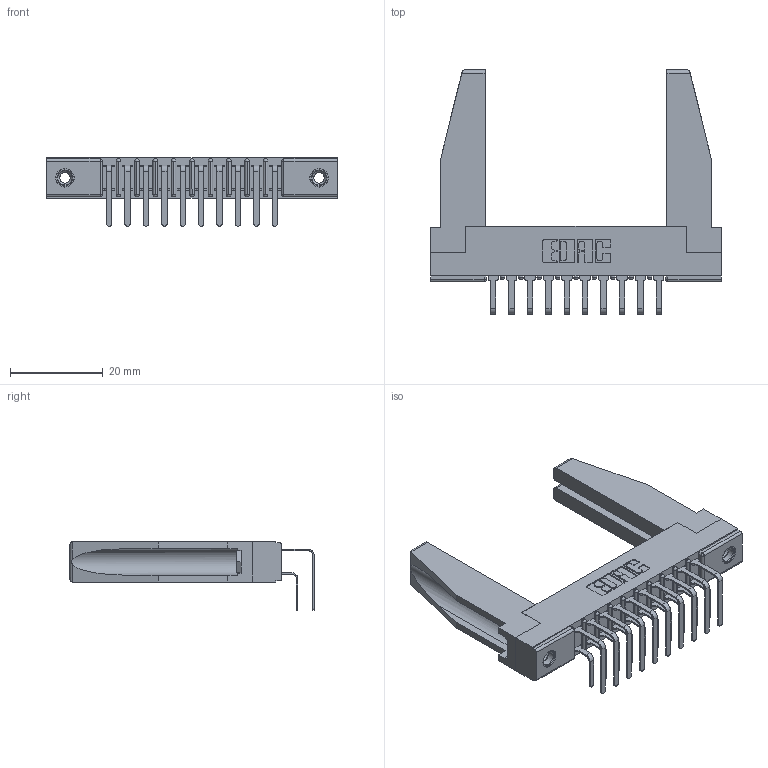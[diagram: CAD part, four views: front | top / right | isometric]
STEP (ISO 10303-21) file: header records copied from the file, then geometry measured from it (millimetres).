
FILE_DESCRIPTION (( 'STEP AP203' ), '1' );
FILE_NAME ('307-020-458-278.STEP', '2020-09-29T02:46:43', ( '' ), ( '' ), 'SwSTEP 2.0', 'SolidWorks 2020', '' );
FILE_SCHEMA (( 'CONFIG_CONTROL_DESIGN' ));
Length unit declared in the file: inch
Products named in the file (6): 307-290-001_558 559 - 1 (Single); 345-250-001_345-250-001-102; 307-220-078; 307 Part_.156 Dia Mounting Holes; 307-020-458-278; 307-290-001_558 - 2 (Single)
Assembly tree (25 placements, depth 2):
  307-020-458-278
    307 Part_.156 Dia Mounting Holes
    307-290-001_558 559 - 1 (Single)  x10
    307-290-001_558 - 2 (Single)  x10
    307-220-078  x2
    345-250-001_345-250-001-102  x2
Bounding box: 62.64 x 52.67 x 14.81 mm (x, y, z)
Volume: 8180.4 mm3; surface area: 11092.8 mm2
Topology: 25 solids, 25 shells, 1259 faces, 3493 edges, 2262 vertices
Faces by surface type: plane 814, cylinder 407, sphere 22, cone 12, torus 4
Entity records: 16724 total; most frequent: CARTESIAN_POINT 2758, ORIENTED_EDGE 2688, DIRECTION 2668, EDGE_CURVE 1344, VECTOR 1020, LINE 1020, VERTEX_POINT 872, AXIS2_PLACEMENT_3D 824
